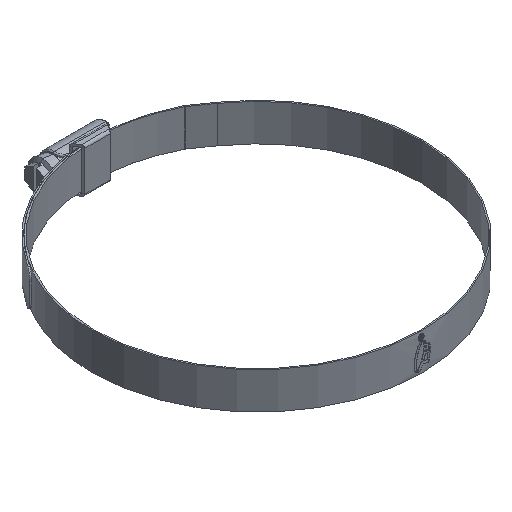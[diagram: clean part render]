
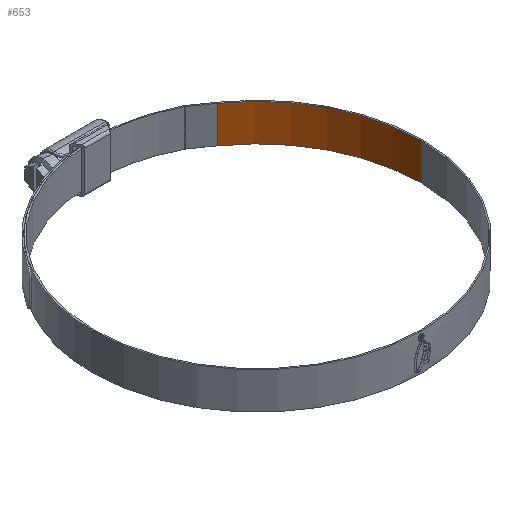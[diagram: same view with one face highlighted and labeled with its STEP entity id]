
A CAD part, isometric view. The second image highlights one B-rep face of the part: STEP entity #653.
In plain terms, the highlighted cylindrical face has radius 63.5 mm (diameter 127 mm), a partial arc.
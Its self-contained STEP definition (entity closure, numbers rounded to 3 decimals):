
#133 = CARTESIAN_POINT ( 'NONE',  ( 63.5, 0., -7.135 ) ) ;
#230 = VERTEX_POINT ( 'NONE', #7252 ) ;
#597 = CARTESIAN_POINT ( 'NONE',  ( 36.422, 52.016, -7.135 ) ) ;
#640 = ORIENTED_EDGE ( 'NONE', *, *, #4846, .F. ) ;
#653 = ADVANCED_FACE ( 'NONE', ( #2079 ), #3146, .F. ) ;
#846 = CARTESIAN_POINT ( 'NONE',  ( 36.422, 52.016, 7.135 ) ) ;
#873 = CIRCLE ( 'NONE', #6932, 63.5 ) ;
#1045 = EDGE_CURVE ( 'NONE', #230, #3534, #873, .T. ) ;
#1242 = DIRECTION ( 'NONE',  ( 0., 0., 1. ) ) ;
#1419 = CARTESIAN_POINT ( 'NONE',  ( 0., 0., 7.135 ) ) ;
#1447 = CARTESIAN_POINT ( 'NONE',  ( 36.422, 52.016, 7.135 ) ) ;
#1505 = VERTEX_POINT ( 'NONE', #133 ) ;
#1895 = DIRECTION ( 'NONE',  ( 0., 0., -1. ) ) ;
#2079 = FACE_OUTER_BOUND ( 'NONE', #3964, .T. ) ;
#2305 = EDGE_CURVE ( 'NONE', #230, #1505, #6620, .T. ) ;
#2468 = VECTOR ( 'NONE', #1895, 1000. ) ;
#2706 = DIRECTION ( 'NONE',  ( 1., 0., 0. ) ) ;
#3000 = CIRCLE ( 'NONE', #5830, 63.5 ) ;
#3146 = CYLINDRICAL_SURFACE ( 'NONE', #5457, 63.5 ) ;
#3396 = EDGE_CURVE ( 'NONE', #3534, #3664, #4547, .T. ) ;
#3534 = VERTEX_POINT ( 'NONE', #846 ) ;
#3595 = VECTOR ( 'NONE', #3868, 1000. ) ;
#3664 = VERTEX_POINT ( 'NONE', #597 ) ;
#3828 = CARTESIAN_POINT ( 'NONE',  ( 0., 0., 7.135 ) ) ;
#3868 = DIRECTION ( 'NONE',  ( 0., 0., -1. ) ) ;
#3964 = EDGE_LOOP ( 'NONE', ( #6396, #4556, #5089, #640 ) ) ;
#4439 = DIRECTION ( 'NONE',  ( -1., 0., 0. ) ) ;
#4547 = LINE ( 'NONE', #1447, #3595 ) ;
#4556 = ORIENTED_EDGE ( 'NONE', *, *, #1045, .T. ) ;
#4846 = EDGE_CURVE ( 'NONE', #1505, #3664, #3000, .T. ) ;
#5089 = ORIENTED_EDGE ( 'NONE', *, *, #3396, .T. ) ;
#5457 = AXIS2_PLACEMENT_3D ( 'NONE', #3828, #6842, #4439 ) ;
#5624 = DIRECTION ( 'NONE',  ( 0., 0., 1. ) ) ;
#5830 = AXIS2_PLACEMENT_3D ( 'NONE', #6551, #1242, #6633 ) ;
#6089 = CARTESIAN_POINT ( 'NONE',  ( 63.5, 0., 7.135 ) ) ;
#6396 = ORIENTED_EDGE ( 'NONE', *, *, #2305, .F. ) ;
#6551 = CARTESIAN_POINT ( 'NONE',  ( 0., 0., -7.135 ) ) ;
#6620 = LINE ( 'NONE', #6089, #2468 ) ;
#6633 = DIRECTION ( 'NONE',  ( 1., 0., 0. ) ) ;
#6842 = DIRECTION ( 'NONE',  ( 0., 0., -1. ) ) ;
#6932 = AXIS2_PLACEMENT_3D ( 'NONE', #1419, #5624, #2706 ) ;
#7252 = CARTESIAN_POINT ( 'NONE',  ( 63.5, 0., 7.135 ) ) ;
